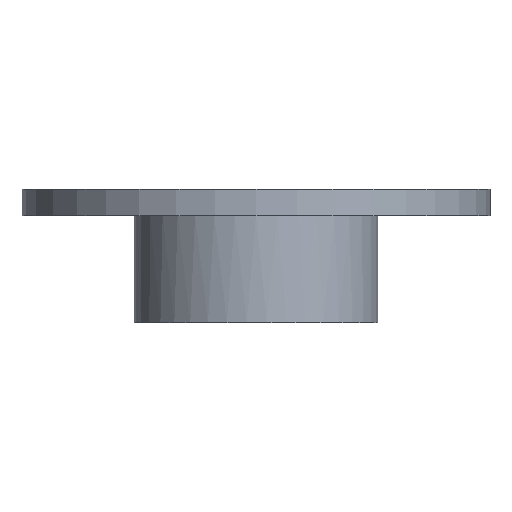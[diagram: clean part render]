
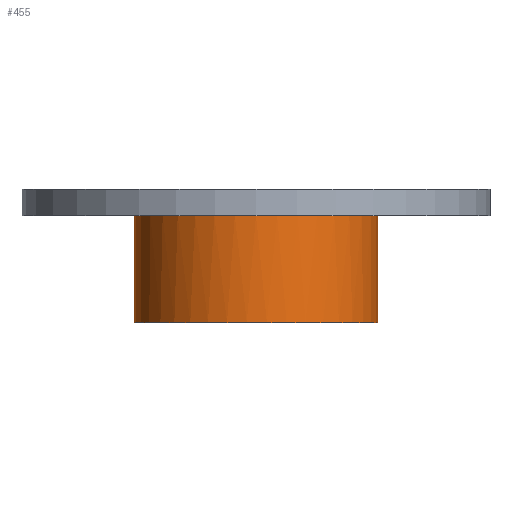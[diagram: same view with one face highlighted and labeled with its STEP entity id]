
A CAD part, front view. The second image highlights one B-rep face of the part: STEP entity #455.
In plain terms, the highlighted cylindrical face has radius 26.457 mm (diameter 52.913 mm), a partial arc.
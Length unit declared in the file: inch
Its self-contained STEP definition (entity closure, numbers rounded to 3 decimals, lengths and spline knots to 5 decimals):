
#21 = ORIENTED_EDGE ( 'NONE', *, *, #1116, .T. ) ;
#53 = LINE ( 'NONE', #867, #456 ) ;
#63 = EDGE_CURVE ( 'NONE', #274, #1033, #53, .T. ) ;
#95 = ORIENTED_EDGE ( 'NONE', *, *, #1082, .F. ) ;
#122 = LINE ( 'NONE', #388, #235 ) ;
#125 = DIRECTION ( 'NONE',  ( 0., 0., 1. ) ) ;
#171 = EDGE_LOOP ( 'NONE', ( #1140, #784, #21, #466, #95 ) ) ;
#225 = DIRECTION ( 'NONE',  ( 1., 0., 0. ) ) ;
#227 = EDGE_CURVE ( 'NONE', #663, #876, #1088, .T. ) ;
#235 = VECTOR ( 'NONE', #1121, 39.37008 ) ;
#244 = CIRCLE ( 'NONE', #905, 1.0416 ) ;
#269 = CARTESIAN_POINT ( 'NONE',  ( -1.0416, 0., 0.51055 ) ) ;
#274 = VERTEX_POINT ( 'NONE', #324 ) ;
#294 = DIRECTION ( 'NONE',  ( 0., 0., 1. ) ) ;
#324 = CARTESIAN_POINT ( 'NONE',  ( 1.0416, 0., 0.51055 ) ) ;
#341 = AXIS2_PLACEMENT_3D ( 'NONE', #475, #948, #225 ) ;
#388 = CARTESIAN_POINT ( 'NONE',  ( -1.0416, 0., 0.46949 ) ) ;
#447 = CARTESIAN_POINT ( 'NONE',  ( 0., 0., 0.51055 ) ) ;
#455 = ADVANCED_FACE ( 'NONE', ( #464 ), #833, .T. ) ;
#456 = VECTOR ( 'NONE', #294, 39.37008 ) ;
#464 = FACE_OUTER_BOUND ( 'NONE', #171, .T. ) ;
#466 = ORIENTED_EDGE ( 'NONE', *, *, #63, .T. ) ;
#475 = CARTESIAN_POINT ( 'NONE',  ( 0., 0., 0.46949 ) ) ;
#478 = DIRECTION ( 'NONE',  ( 1., 0., 0. ) ) ;
#506 = EDGE_CURVE ( 'NONE', #663, #824, #122, .T. ) ;
#520 = DIRECTION ( 'NONE',  ( 1., 0., 0. ) ) ;
#596 = CARTESIAN_POINT ( 'NONE',  ( 1.0416, 0., 1.425 ) ) ;
#612 = DIRECTION ( 'NONE',  ( 1., 0., 0. ) ) ;
#663 = VERTEX_POINT ( 'NONE', #269 ) ;
#677 = AXIS2_PLACEMENT_3D ( 'NONE', #447, #1085, #612 ) ;
#784 = ORIENTED_EDGE ( 'NONE', *, *, #227, .T. ) ;
#824 = VERTEX_POINT ( 'NONE', #1120 ) ;
#833 = CYLINDRICAL_SURFACE ( 'NONE', #341, 1.0416 ) ;
#837 = CARTESIAN_POINT ( 'NONE',  ( -0.69787, -0.77325, 0.51055 ) ) ;
#866 = CIRCLE ( 'NONE', #677, 1.0416 ) ;
#867 = CARTESIAN_POINT ( 'NONE',  ( 1.0416, 0., 0.46949 ) ) ;
#876 = VERTEX_POINT ( 'NONE', #837 ) ;
#905 = AXIS2_PLACEMENT_3D ( 'NONE', #976, #1087, #520 ) ;
#943 = CARTESIAN_POINT ( 'NONE',  ( 0., 0., 0.51055 ) ) ;
#948 = DIRECTION ( 'NONE',  ( 0., 0., 1. ) ) ;
#976 = CARTESIAN_POINT ( 'NONE',  ( 0., 0., 1.425 ) ) ;
#998 = AXIS2_PLACEMENT_3D ( 'NONE', #943, #125, #478 ) ;
#1033 = VERTEX_POINT ( 'NONE', #596 ) ;
#1082 = EDGE_CURVE ( 'NONE', #824, #1033, #244, .T. ) ;
#1085 = DIRECTION ( 'NONE',  ( 0., 0., 1. ) ) ;
#1087 = DIRECTION ( 'NONE',  ( 0., 0., 1. ) ) ;
#1088 = CIRCLE ( 'NONE', #998, 1.0416 ) ;
#1116 = EDGE_CURVE ( 'NONE', #876, #274, #866, .T. ) ;
#1120 = CARTESIAN_POINT ( 'NONE',  ( -1.0416, 0., 1.425 ) ) ;
#1121 = DIRECTION ( 'NONE',  ( 0., 0., 1. ) ) ;
#1140 = ORIENTED_EDGE ( 'NONE', *, *, #506, .F. ) ;
